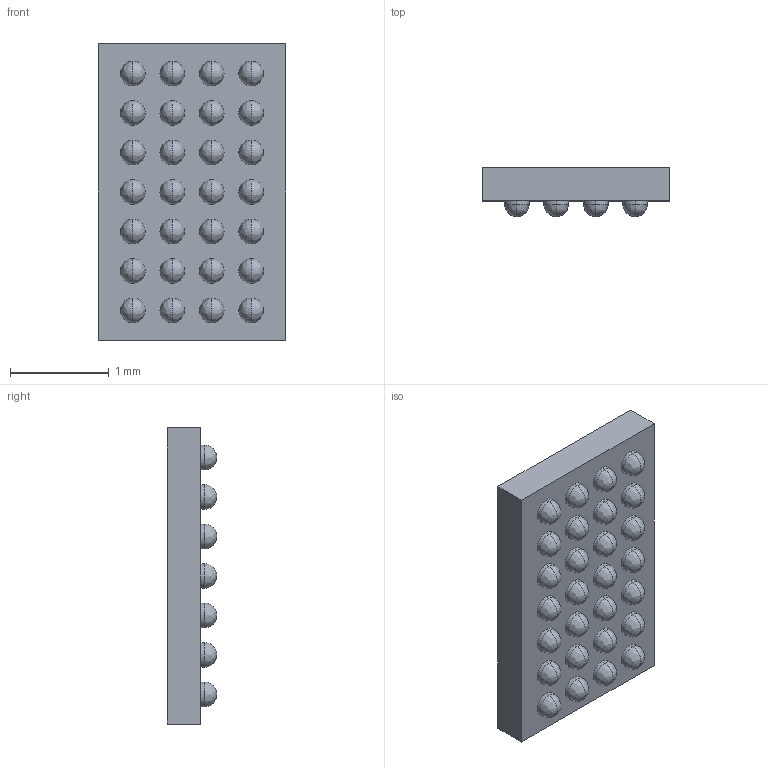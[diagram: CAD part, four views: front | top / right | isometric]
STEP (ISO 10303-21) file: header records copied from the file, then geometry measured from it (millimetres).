
FILE_DESCRIPTION (( 'STEP AP214' ), '1' );
FILE_NAME ('02977FF9-CF0D-453A-8B3C-0AA3EC158A6E.STEP', '2024-11-02T20:56:21', ( '' ), ( '' ), 'SwSTEP 2.0', 'SolidWorks 2022', '' );
FILE_SCHEMA (( 'AUTOMOTIVE_DESIGN' ));
Length unit declared in the file: millimetre
Products named in the file (1): 02977FF9-CF0D-453A-8B3C-0AA3EC158A6E
Bounding box: 1.9 x 0.5 x 3 mm (x, y, z)
Volume: 2.1 mm3; surface area: 16.9 mm2
Topology: 1 solids, 1 shells, 121 faces, 301 edges, 154 vertices
Faces by surface type: bspline 56, cylinder 56, plane 9
Entity records: 5171 total; most frequent: CARTESIAN_POINT 1361, DIRECTION 545, ORIENTED_EDGE 490, EDGE_CURVE 245, AXIS2_PLACEMENT_3D 234, CIRCLE 168, VERTEX_POINT 154, EDGE_LOOP 149
